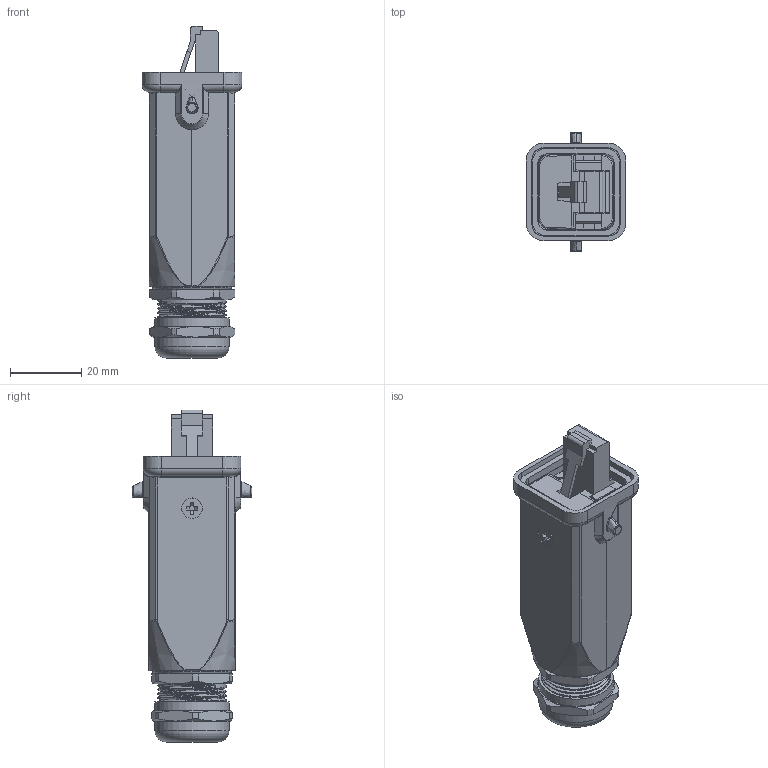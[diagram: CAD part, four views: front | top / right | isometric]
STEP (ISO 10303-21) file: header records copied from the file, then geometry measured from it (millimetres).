
FILE_DESCRIPTION(/* description */ (''),/* implementation_level */ '2;1');
FILE_NAME(/* name */ 'H3A-TE&S-2B-M20-RJ45&M.stp',/* time_stamp */ '2023-12-02T14:56:05+08:00',/* author */ (''),/* organization */ (''),/* preprocessor_version */ 'ST-DEVELOPER v16',/* originating_system */ 'SIEMENS PLM Software NX 10.0',/* authorisation */ '');
FILE_SCHEMA (('AUTOMOTIVE_DESIGN { 1 0 10303 214 3 1 1 1 }'));
Products named in the file (1): Admi1B082018z1xm
Bounding box: 27.9 x 33.4 x 92.91 mm (x, y, z)
Volume: 23515.7 mm3; surface area: 24659.7 mm2
Topology: 1 solids, 5 shells, 982 faces, 2908 edges, 1751 vertices
Faces by surface type: plane 424, cylinder 314, bspline 113, cone 74, torus 53, extrusion 4
Full cylindrical faces by diameter (mm): 2.6 x5, 3.1 x1, 3.8 x2, 4.3 x1, 5.7 x1, 5.8 x1, 6.5 x1, 8 x1, 12.96 x1, 13.6 x1, 16 x1, 16.56 x1, 16.64 x1, 16.8 x1, 17.6 x1, 18.8 x1, 20.8 x2
Entity records: 46758 total; most frequent: CARTESIAN_POINT 22156, ORIENTED_EDGE 5630, DIRECTION 4485, EDGE_CURVE 2815, VERTEX_POINT 1717, VECTOR 1519, LINE 1515, AXIS2_PLACEMENT_3D 1483
